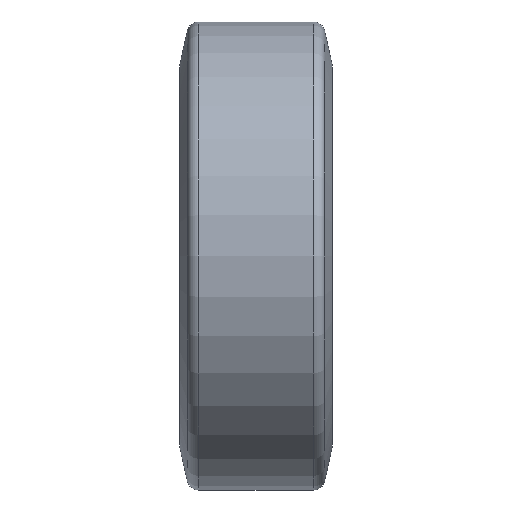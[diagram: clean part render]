
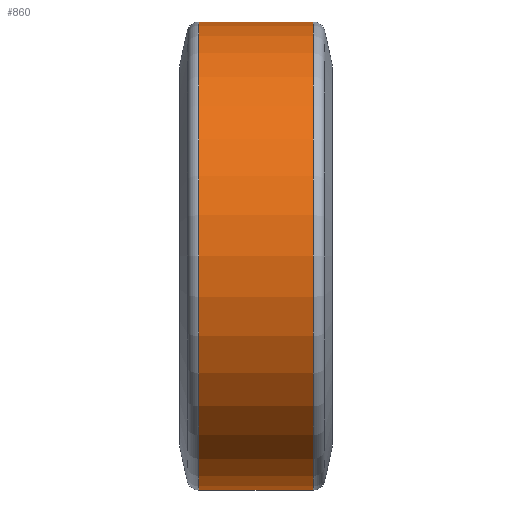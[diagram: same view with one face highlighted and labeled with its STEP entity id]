
A CAD part, front view. The second image highlights one B-rep face of the part: STEP entity #860.
In plain terms, the highlighted cylindrical face has radius 100 mm (diameter 200 mm), a full revolution.
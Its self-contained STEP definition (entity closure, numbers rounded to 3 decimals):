
#105=FACE_OUTER_BOUND('',#170,.T.);
#170=EDGE_LOOP('',(#784,#785,#786,#787,#788,#789,#790,#791));
#196=LINE('',#1588,#221);
#221=VECTOR('',#1317,100.);
#316=CIRCLE('',#1009,100.);
#317=CIRCLE('',#1010,100.);
#318=CIRCLE('',#1011,100.);
#319=CIRCLE('',#1013,100.);
#320=CIRCLE('',#1014,100.);
#321=CIRCLE('',#1015,100.);
#414=VERTEX_POINT('',#1579);
#415=VERTEX_POINT('',#1581);
#416=VERTEX_POINT('',#1583);
#417=VERTEX_POINT('',#1587);
#418=VERTEX_POINT('',#1589);
#419=VERTEX_POINT('',#1591);
#539=EDGE_CURVE('',#414,#415,#316,.T.);
#540=EDGE_CURVE('',#415,#416,#317,.T.);
#541=EDGE_CURVE('',#416,#414,#318,.T.);
#542=EDGE_CURVE('',#415,#417,#196,.T.);
#543=EDGE_CURVE('',#417,#418,#319,.T.);
#544=EDGE_CURVE('',#418,#419,#320,.T.);
#545=EDGE_CURVE('',#419,#417,#321,.T.);
#784=ORIENTED_EDGE('',*,*,#541,.F.);
#785=ORIENTED_EDGE('',*,*,#540,.F.);
#786=ORIENTED_EDGE('',*,*,#542,.T.);
#787=ORIENTED_EDGE('',*,*,#543,.T.);
#788=ORIENTED_EDGE('',*,*,#544,.T.);
#789=ORIENTED_EDGE('',*,*,#545,.T.);
#790=ORIENTED_EDGE('',*,*,#542,.F.);
#791=ORIENTED_EDGE('',*,*,#539,.F.);
#821=CYLINDRICAL_SURFACE('',#1012,100.);
#860=ADVANCED_FACE('',(#105),#821,.T.);
#1009=AXIS2_PLACEMENT_3D('',#1582,#1309,#1310);
#1010=AXIS2_PLACEMENT_3D('',#1584,#1311,#1312);
#1011=AXIS2_PLACEMENT_3D('',#1585,#1313,#1314);
#1012=AXIS2_PLACEMENT_3D('',#1586,#1315,#1316);
#1013=AXIS2_PLACEMENT_3D('',#1590,#1318,#1319);
#1014=AXIS2_PLACEMENT_3D('',#1592,#1320,#1321);
#1015=AXIS2_PLACEMENT_3D('',#1593,#1322,#1323);
#1309=DIRECTION('center_axis',(1.,0.,0.));
#1310=DIRECTION('ref_axis',(0.,0.,-1.));
#1311=DIRECTION('center_axis',(1.,0.,0.));
#1312=DIRECTION('ref_axis',(0.,0.,-1.));
#1313=DIRECTION('center_axis',(1.,0.,0.));
#1314=DIRECTION('ref_axis',(0.,0.,-1.));
#1315=DIRECTION('center_axis',(1.,0.,0.));
#1316=DIRECTION('ref_axis',(0.,1.,0.));
#1317=DIRECTION('',(-1.,0.,0.));
#1318=DIRECTION('center_axis',(1.,0.,0.));
#1319=DIRECTION('ref_axis',(0.,0.,-1.));
#1320=DIRECTION('center_axis',(1.,0.,0.));
#1321=DIRECTION('ref_axis',(0.,0.,-1.));
#1322=DIRECTION('center_axis',(1.,0.,0.));
#1323=DIRECTION('ref_axis',(0.,0.,-1.));
#1579=CARTESIAN_POINT('',(56.989,0.,100.));
#1581=CARTESIAN_POINT('',(56.989,-100.,0.));
#1582=CARTESIAN_POINT('Origin',(56.989,0.,0.));
#1583=CARTESIAN_POINT('',(56.989,100.,0.));
#1584=CARTESIAN_POINT('Origin',(56.989,0.,0.));
#1585=CARTESIAN_POINT('Origin',(56.989,0.,0.));
#1586=CARTESIAN_POINT('Origin',(32.5,0.,0.));
#1587=CARTESIAN_POINT('',(8.011,-100.,0.));
#1588=CARTESIAN_POINT('',(32.5,-100.,0.));
#1589=CARTESIAN_POINT('',(8.011,100.,0.));
#1590=CARTESIAN_POINT('Origin',(8.011,0.,0.));
#1591=CARTESIAN_POINT('',(8.011,0.,100.));
#1592=CARTESIAN_POINT('Origin',(8.011,0.,0.));
#1593=CARTESIAN_POINT('Origin',(8.011,0.,0.));
